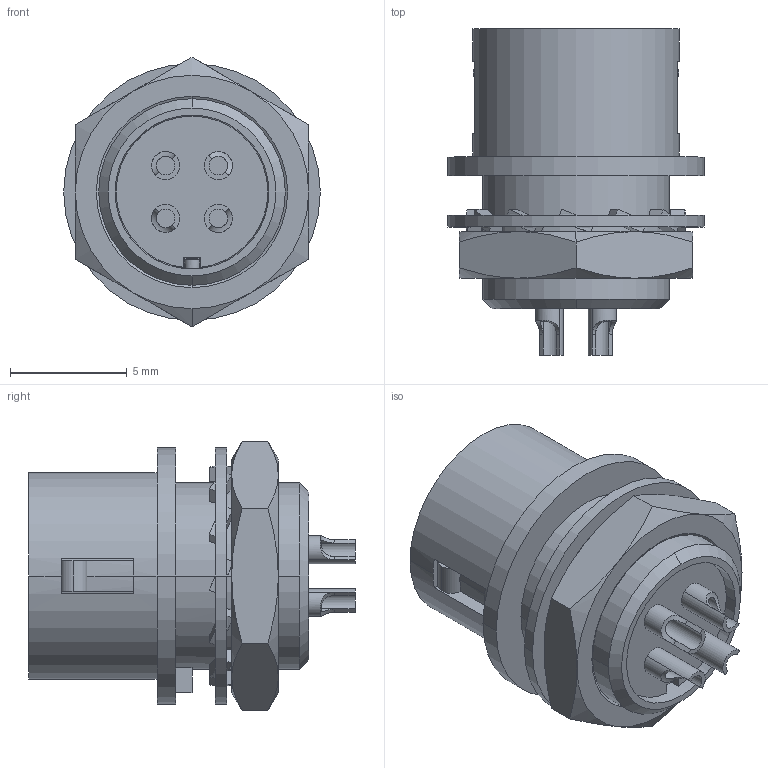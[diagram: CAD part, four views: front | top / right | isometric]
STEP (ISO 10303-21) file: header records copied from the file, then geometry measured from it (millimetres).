
FILE_DESCRIPTION(('CoCreate Modeling STEP Export'),'2;1');
FILE_NAME('HR10-7R-4S.stp','2011-03-30T10:53:21',(''),(''),'CoCreate Modeling STEP processor for AP214 (Solid Model)','CoCreate Modeling 17.0 01-Apr-2010 (C) Parametric Technology GmbH','');
FILE_SCHEMA(('AUTOMOTIVE_DESIGN { 1 0 10303 214 1 1 1 1 }'));
Length unit declared in the file: millimetre
Products named in the file (1): HR10A-7R-4S
Bounding box: 11 x 14 x 11.55 mm (x, y, z)
Volume: 648.7 mm3; surface area: 1186.7 mm2
Topology: 1 solids, 1 shells, 304 faces, 870 edges, 547 vertices
Faces by surface type: cylinder 136, plane 132, cone 36
Entity records: 9656 total; most frequent: CARTESIAN_POINT 2310, ORIENTED_EDGE 1740, DIRECTION 1377, EDGE_CURVE 870, VERTEX_POINT 547, AXIS2_PLACEMENT_3D 522, VECTOR 333, LINE 333
